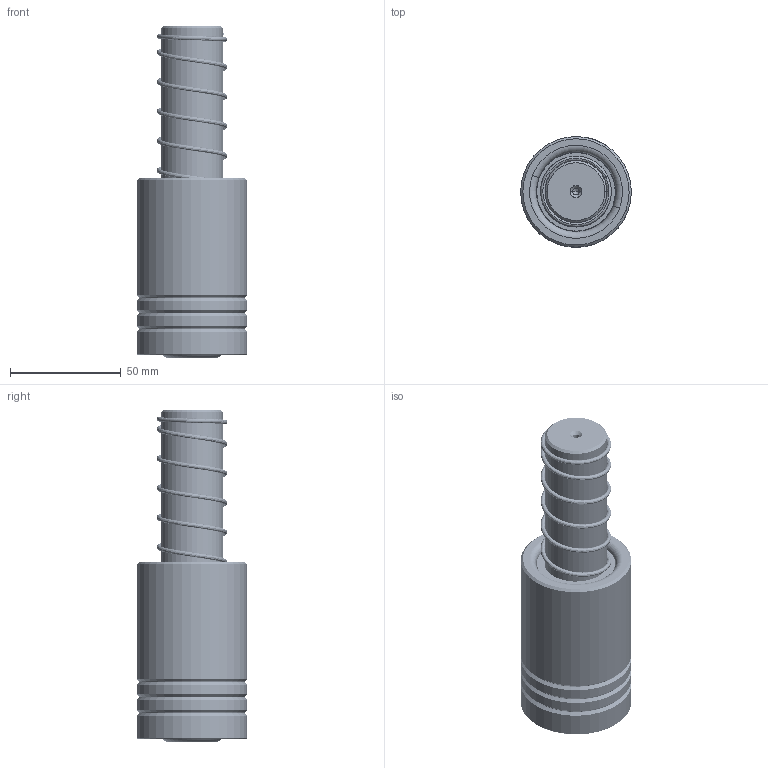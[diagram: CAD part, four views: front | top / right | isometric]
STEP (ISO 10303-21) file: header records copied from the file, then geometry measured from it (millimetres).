
FILE_DESCRIPTION (( 'STEP AP214' ), '1' );
FILE_NAME ('LBSH LBJH-D28-L150£¨BL-80£©.STEP', '2021-08-13T03:18:35', ( '' ), ( '' ), 'SwSTEP 2.0', 'SolidWorks 2016', '' );
FILE_SCHEMA (( 'AUTOMOTIVE_DESIGN' ));
Length unit declared in the file: millimetre
Products named in the file (299): BALL-D4; HWP-D31.3-d28.5-L80; DDP-D28-L150; BSH-35.5-28.5-L75; LBSH LBJH-D28-L150（BL-80）; TBB-D50-d36-L80; BSH-D35.5-28.5-L75郪蚾
Assembly tree (294 placements, depth 3):
  BALL-D4
  BALL-D4
  BALL-D4
  BALL-D4
  BALL-D4
Bounding box: 50 x 50 x 150 mm (x, y, z)
Volume: 192231.9 mm3; surface area: 83386.7 mm2
Topology: 290 solids, 290 shells, 1241 faces, 5455 edges, 3626 vertices
Faces by surface type: sphere 1144, cone 28, cylinder 24, torus 16, plane 15, bspline 14
Entity records: 58410 total; most frequent: CARTESIAN_POINT 35538, ORIENTED_EDGE 4028, DIRECTION 3358, EDGE_CURVE 2014, AXIS2_PLACEMENT_3D 1633, VERTEX_POINT 1326, B_SPLINE_CURVE_WITH_KNOTS 1249, EDGE_LOOP 1220
